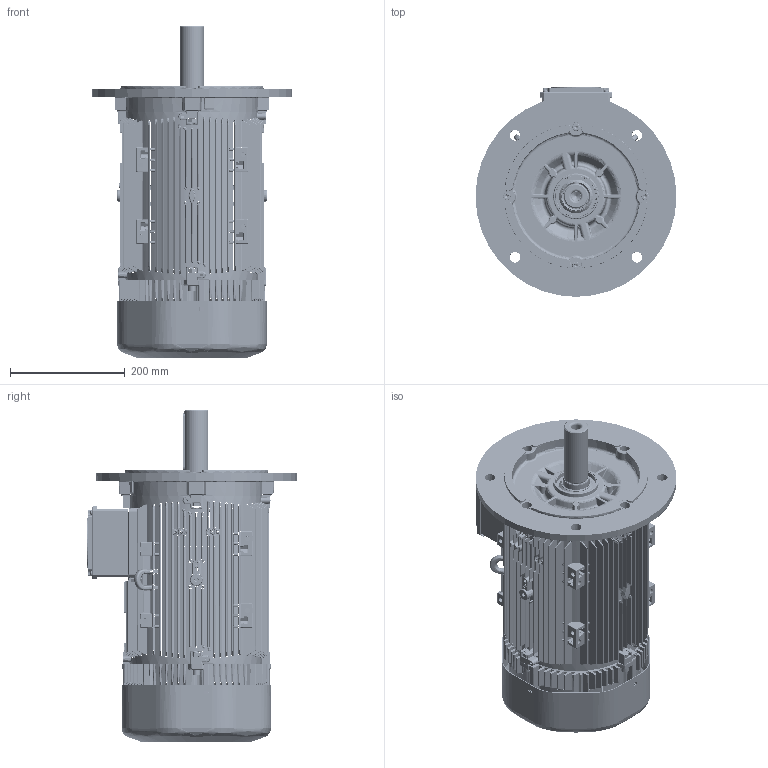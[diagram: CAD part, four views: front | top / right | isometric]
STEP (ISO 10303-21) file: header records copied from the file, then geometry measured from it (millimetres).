
FILE_DESCRIPTION(/* description */ (''),/* implementation_level */ '2;1');
FILE_NAME(/* name */ '_QHS series_ 160_B5 _DEEP COVER__stp.stp',/* time_stamp */ '2024-07-29T20:40:20+03:00',/* author */ (''),/* organization */ (''),/* preprocessor_version */ 'ST-DEVELOPER v18.102',/* originating_system */ 'SIEMENS PLM Software NX2206.8101',/* authorisation */ '');
FILE_SCHEMA (('AP203_CONFIGURATION_CONTROLLED_3D_DESIGN_OF_MECHANICAL_PARTS_AND_ASSEMBLIES_MIM_LF { 1 0 10303 403 2 1 2}'));
Products named in the file (1): _QHS series_ 160_B5 _DEEP COVER__stp_objects
Bounding box: 349.9 x 365.15 x 578 mm (x, y, z)
Surface area: 1296467 mm2 (no closed solid volume)
Topology: 0 solids, 97 shells, 6789 faces, 21813 edges, 13829 vertices
Faces by surface type: cylinder 3019, plane 1758, torus 1073, bspline 389, sphere 308, cone 242
Full cylindrical faces by diameter (mm): 4.6 x3, 8 x4, 8.028 x1, 8.475 x2, 8.477 x2, 8.571 x1, 8.611 x1, 16 x1, 17 x5, 34.2 x1, 41.4 x1, 42 x1, 45 x1, 68.667 x1, 82 x1, 86.767 x1, 230.5 x1
Entity records: 254514 total; most frequent: CARTESIAN_POINT 80789, ORIENTED_EDGE 34010, DIRECTION 33377, EDGE_CURVE 21307, VERTEX_POINT 13763, AXIS2_PLACEMENT_3D 12497, LINE 8383, VECTOR 8383
